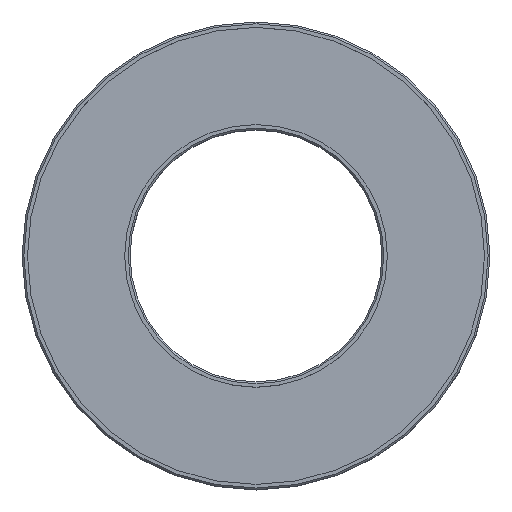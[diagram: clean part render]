
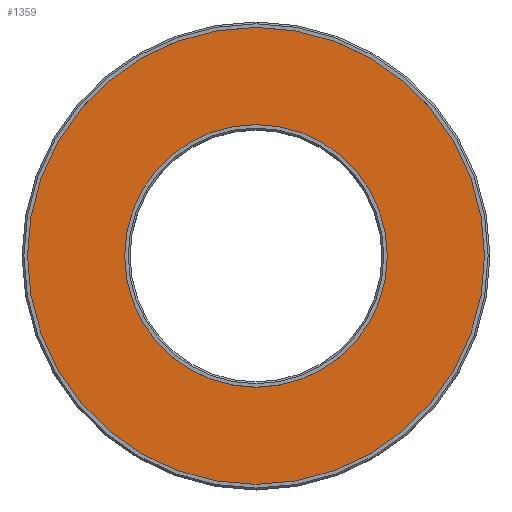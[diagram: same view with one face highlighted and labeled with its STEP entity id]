
A CAD part, top view. The second image highlights one B-rep face of the part: STEP entity #1359.
In plain terms, the highlighted planar face has unit normal (0, 0, 1).
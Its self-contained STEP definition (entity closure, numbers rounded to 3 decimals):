
#245=FACE_BOUND('',#442,.T.);
#331=FACE_OUTER_BOUND('',#441,.T.);
#441=EDGE_LOOP('',(#1056));
#442=EDGE_LOOP('',(#1057));
#635=CIRCLE('',#1505,63.5);
#636=CIRCLE('',#1506,36.5);
#768=VERTEX_POINT('',#2282);
#769=VERTEX_POINT('',#2284);
#898=EDGE_CURVE('',#768,#768,#635,.T.);
#899=EDGE_CURVE('',#769,#769,#636,.T.);
#1056=ORIENTED_EDGE('',*,*,#898,.T.);
#1057=ORIENTED_EDGE('',*,*,#899,.F.);
#1307=PLANE('',#1504);
#1359=ADVANCED_FACE('',(#331,#245),#1307,.T.);
#1504=AXIS2_PLACEMENT_3D('',#2281,#1801,#1802);
#1505=AXIS2_PLACEMENT_3D('',#2283,#1803,#1804);
#1506=AXIS2_PLACEMENT_3D('',#2285,#1805,#1806);
#1801=DIRECTION('center_axis',(0.,0.,1.));
#1802=DIRECTION('ref_axis',(1.,0.,0.));
#1803=DIRECTION('center_axis',(0.,0.,1.));
#1804=DIRECTION('ref_axis',(-1.,0.,0.));
#1805=DIRECTION('center_axis',(0.,0.,1.));
#1806=DIRECTION('ref_axis',(-1.,0.,0.));
#2281=CARTESIAN_POINT('Origin',(0.,0.,25.5));
#2282=CARTESIAN_POINT('',(63.5,0.,25.5));
#2283=CARTESIAN_POINT('Origin',(0.,0.,25.5));
#2284=CARTESIAN_POINT('',(36.5,0.,25.5));
#2285=CARTESIAN_POINT('Origin',(0.,0.,25.5));
